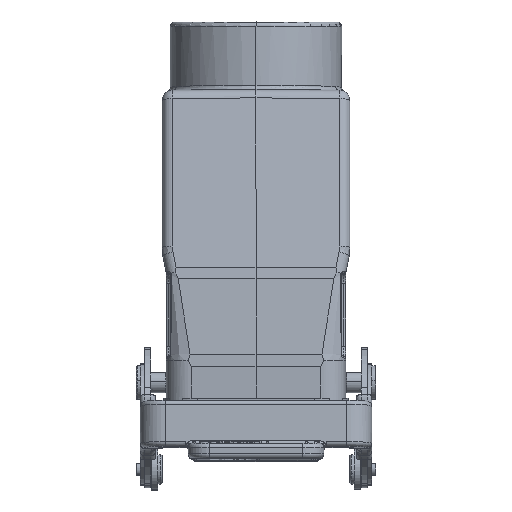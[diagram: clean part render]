
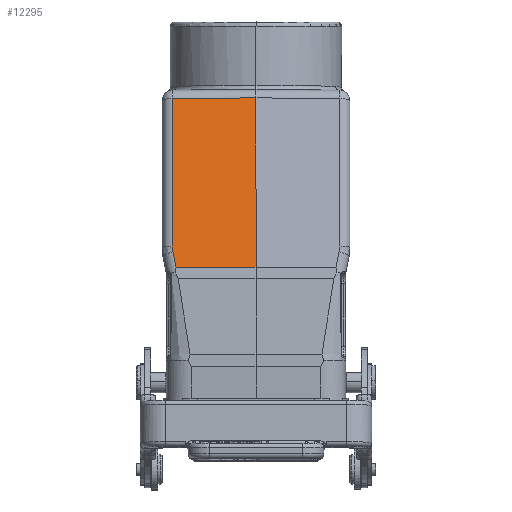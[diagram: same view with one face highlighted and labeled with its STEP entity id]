
A CAD part, top view. The second image highlights one B-rep face of the part: STEP entity #12295.
In plain terms, the highlighted planar face has unit normal (-0.009, 0.19, 0.982).
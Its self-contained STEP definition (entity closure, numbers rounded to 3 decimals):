
#9945=PLANE('',#42847);
#12295=ADVANCED_FACE('',(#14131),#9945,.T.);
#14131=FACE_OUTER_BOUND('',#16159,.T.);
#16159=EDGE_LOOP('',(#26764,#26765,#26766,#26767,#26768,#26769));
#17246=B_SPLINE_CURVE_WITH_KNOTS('',3,(#66967,#66968,#66969,#66970),
 .UNSPECIFIED.,.F.,.F.,(4,4),(0.,1.),.UNSPECIFIED.);
#26764=ORIENTED_EDGE('',*,*,#35117,.T.);
#26765=ORIENTED_EDGE('',*,*,#31319,.F.);
#26766=ORIENTED_EDGE('',*,*,#34458,.T.);
#26767=ORIENTED_EDGE('',*,*,#34455,.F.);
#26768=ORIENTED_EDGE('',*,*,#34452,.F.);
#26769=ORIENTED_EDGE('',*,*,#35116,.F.);
#27845=VERTEX_POINT('',#54713);
#27847=VERTEX_POINT('',#54719);
#29959=VERTEX_POINT('',#66958);
#29960=VERTEX_POINT('',#66960);
#29961=VERTEX_POINT('',#66971);
#30335=VERTEX_POINT('',#73504);
#31319=EDGE_CURVE('',#27847,#27845,#35755,.T.);
#34452=EDGE_CURVE('',#29959,#29960,#37302,.T.);
#34455=EDGE_CURVE('',#29960,#29961,#17246,.T.);
#34458=EDGE_CURVE('',#27847,#29961,#37304,.T.);
#35116=EDGE_CURVE('',#30335,#29959,#37539,.T.);
#35117=EDGE_CURVE('',#30335,#27845,#37540,.T.);
#35755=LINE('',#54720,#38117);
#37302=LINE('',#66959,#39733);
#37304=LINE('',#66990,#39735);
#37539=LINE('',#73512,#39970);
#37540=LINE('',#73514,#39971);
#38117=VECTOR('',#44572,1.);
#39733=VECTOR('',#49946,1.);
#39735=VECTOR('',#49954,1.);
#39970=VECTOR('',#50949,1.);
#39971=VECTOR('',#50952,1.);
#42847=AXIS2_PLACEMENT_3D('',#73515,#50953,#50954);
#44572=DIRECTION('',(1.,0.009,0.007));
#49946=DIRECTION('',(-0.193,0.963,-0.188));
#49954=DIRECTION('',(0.,-0.982,0.19));
#50949=DIRECTION('',(-1.,0.,-0.009));
#50952=DIRECTION('',(0.,0.982,-0.19));
#50953=DIRECTION('',(-0.009,0.19,0.982));
#50954=DIRECTION('',(0.,-0.982,0.19));
#54713=CARTESIAN_POINT('',(0.,19.39,36.641));
#54719=CARTESIAN_POINT('',(-20.022,19.215,36.497));
#54720=CARTESIAN_POINT('',(-20.022,19.215,36.497));
#66958=CARTESIAN_POINT('',(-19.146,-21.241,44.32));
#66959=CARTESIAN_POINT('',(-19.146,-21.241,44.32));
#66960=CARTESIAN_POINT('',(-19.876,-17.591,43.609));
#66967=CARTESIAN_POINT('',(-19.876,-17.591,43.609));
#66968=CARTESIAN_POINT('',(-19.973,-17.107,43.514));
#66969=CARTESIAN_POINT('',(-20.022,-16.614,43.419));
#66970=CARTESIAN_POINT('',(-20.022,-16.12,43.323));
#66971=CARTESIAN_POINT('',(-20.022,-16.12,43.323));
#66990=CARTESIAN_POINT('',(-20.022,19.215,36.497));
#73504=CARTESIAN_POINT('',(0.,-21.241,44.49));
#73512=CARTESIAN_POINT('',(0.,-21.241,44.49));
#73514=CARTESIAN_POINT('',(0.,-21.241,44.49));
#73515=CARTESIAN_POINT('',(0.,-22.585,44.75));
